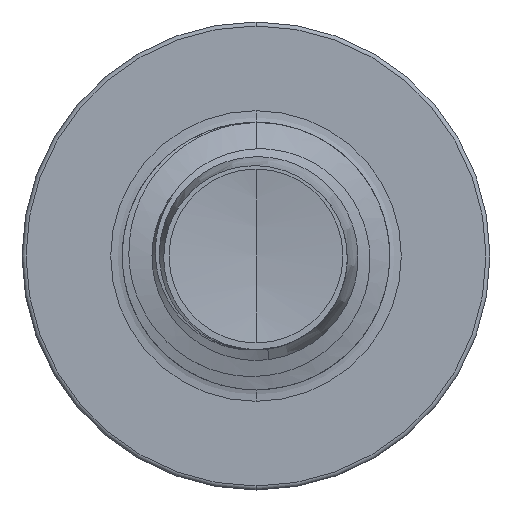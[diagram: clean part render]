
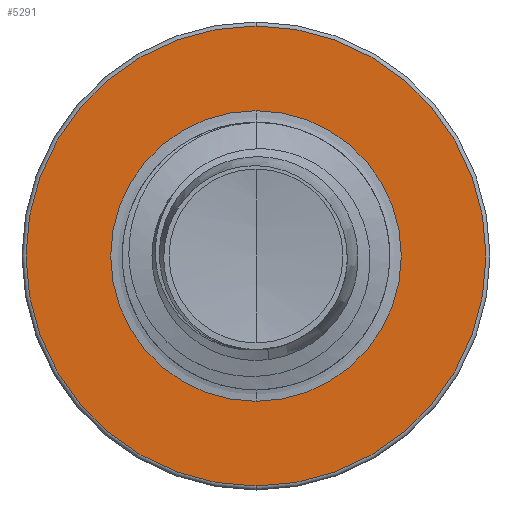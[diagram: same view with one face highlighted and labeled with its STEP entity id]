
A CAD part, front view. The second image highlights one B-rep face of the part: STEP entity #5291.
In plain terms, the highlighted planar face has unit normal (0, -1, 0).
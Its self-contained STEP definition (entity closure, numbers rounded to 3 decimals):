
#249 = CIRCLE ( 'NONE', #8936, 2.174 ) ;
#1447 = ORIENTED_EDGE ( 'NONE', *, *, #7926, .F. ) ;
#1552 = CARTESIAN_POINT ( 'NONE',  ( 0., 7., 3.44 ) ) ;
#1775 = CARTESIAN_POINT ( 'NONE',  ( 0., 7., -2.174 ) ) ;
#2084 = DIRECTION ( 'NONE',  ( 0., 1., 0. ) ) ;
#2544 = ORIENTED_EDGE ( 'NONE', *, *, #9021, .T. ) ;
#3025 = CARTESIAN_POINT ( 'NONE',  ( 0., 7., -3.44 ) ) ;
#3300 = ORIENTED_EDGE ( 'NONE', *, *, #9276, .F. ) ;
#4556 = VERTEX_POINT ( 'NONE', #12151 ) ;
#4667 = DIRECTION ( 'NONE',  ( 0., 1., 0. ) ) ;
#4974 = AXIS2_PLACEMENT_3D ( 'NONE', #1775, #17108, #8715 ) ;
#5036 = FACE_OUTER_BOUND ( 'NONE', #9189, .T. ) ;
#5291 = ADVANCED_FACE ( 'NONE', ( #5036, #16163 ), #7311, .F. ) ;
#5496 = DIRECTION ( 'NONE',  ( 0., 1., 0. ) ) ;
#7311 = PLANE ( 'NONE',  #4974 ) ;
#7679 = CARTESIAN_POINT ( 'NONE',  ( 0., 7., 0. ) ) ;
#7926 = EDGE_CURVE ( 'NONE', #16436, #15328, #14837, .T. ) ;
#8293 = CARTESIAN_POINT ( 'NONE',  ( 0., 7., 2.174 ) ) ;
#8715 = DIRECTION ( 'NONE',  ( 0., 0., 1. ) ) ;
#8936 = AXIS2_PLACEMENT_3D ( 'NONE', #12981, #4667, #14415 ) ;
#9021 = EDGE_CURVE ( 'NONE', #4556, #13478, #249, .T. ) ;
#9099 = DIRECTION ( 'NONE',  ( 0., 0., 1. ) ) ;
#9189 = EDGE_LOOP ( 'NONE', ( #3300, #1447 ) ) ;
#9233 = EDGE_CURVE ( 'NONE', #13478, #4556, #17846, .T. ) ;
#9276 = EDGE_CURVE ( 'NONE', #15328, #16436, #13710, .T. ) ;
#9497 = AXIS2_PLACEMENT_3D ( 'NONE', #13841, #5496, #15264 ) ;
#10405 = CARTESIAN_POINT ( 'NONE',  ( 0., 7., 0. ) ) ;
#11698 = EDGE_LOOP ( 'NONE', ( #14483, #2544 ) ) ;
#11808 = DIRECTION ( 'NONE',  ( 0., 0., 1. ) ) ;
#12151 = CARTESIAN_POINT ( 'NONE',  ( 0., 7., -2.174 ) ) ;
#12981 = CARTESIAN_POINT ( 'NONE',  ( 0., 7., 0. ) ) ;
#13478 = VERTEX_POINT ( 'NONE', #8293 ) ;
#13627 = AXIS2_PLACEMENT_3D ( 'NONE', #7679, #17481, #9099 ) ;
#13710 = CIRCLE ( 'NONE', #13627, 3.44 ) ;
#13841 = CARTESIAN_POINT ( 'NONE',  ( 0., 7., 0. ) ) ;
#14415 = DIRECTION ( 'NONE',  ( 0., 0., 1. ) ) ;
#14483 = ORIENTED_EDGE ( 'NONE', *, *, #9233, .T. ) ;
#14600 = AXIS2_PLACEMENT_3D ( 'NONE', #10405, #2084, #11808 ) ;
#14837 = CIRCLE ( 'NONE', #9497, 3.44 ) ;
#15264 = DIRECTION ( 'NONE',  ( 0., 0., 1. ) ) ;
#15328 = VERTEX_POINT ( 'NONE', #1552 ) ;
#16163 = FACE_BOUND ( 'NONE', #11698, .T. ) ;
#16436 = VERTEX_POINT ( 'NONE', #3025 ) ;
#17108 = DIRECTION ( 'NONE',  ( 0., 1., 0. ) ) ;
#17481 = DIRECTION ( 'NONE',  ( 0., 1., 0. ) ) ;
#17846 = CIRCLE ( 'NONE', #14600, 2.174 ) ;
